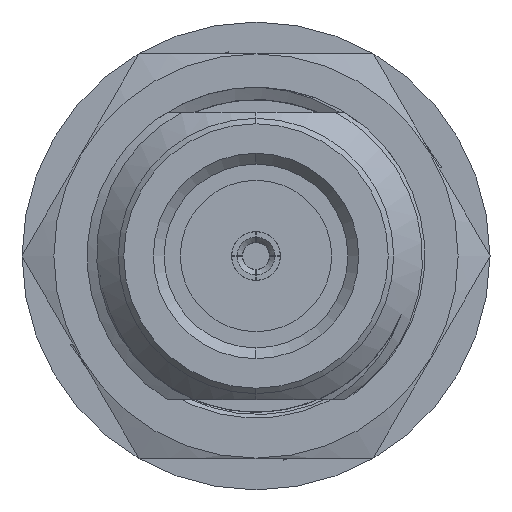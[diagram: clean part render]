
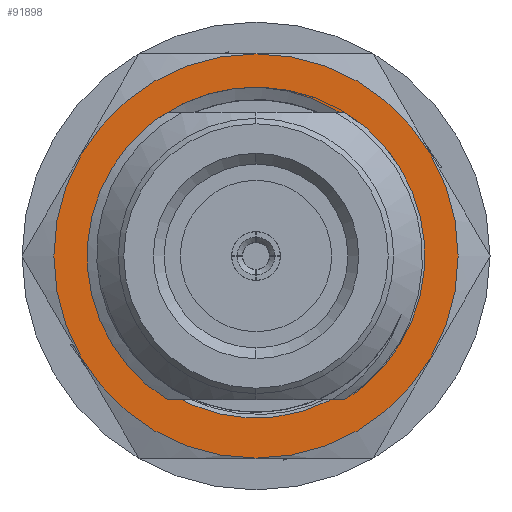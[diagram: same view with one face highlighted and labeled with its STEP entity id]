
A CAD part, left-side view. The second image highlights one B-rep face of the part: STEP entity #91898.
In plain terms, the highlighted planar face has unit normal (-1, 0, 0).
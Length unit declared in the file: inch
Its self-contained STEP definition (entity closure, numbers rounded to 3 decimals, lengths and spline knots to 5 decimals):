
#5341 = AXIS2_PLACEMENT_3D ( 'NONE', #49749, #71566, #78085 ) ;
#6962 = CARTESIAN_POINT ( 'NONE',  ( 0.52361, -0.23258, 0.19667 ) ) ;
#9380 = CIRCLE ( 'NONE', #56821, 0.374 ) ;
#10108 = DIRECTION ( 'NONE',  ( -1., 0., 0. ) ) ;
#11434 = CARTESIAN_POINT ( 'NONE',  ( 0.52361, 0.22769, 0.21391 ) ) ;
#12226 = CARTESIAN_POINT ( 'NONE',  ( 0.52361, 0., 0. ) ) ;
#13479 = CARTESIAN_POINT ( 'NONE',  ( 0.52361, -0.17399, 0.25281 ) ) ;
#14709 = AXIS2_PLACEMENT_3D ( 'NONE', #72113, #50762, #15002 ) ;
#15002 = DIRECTION ( 'NONE',  ( 0., 0., 1. ) ) ;
#16041 = EDGE_CURVE ( 'NONE', #62454, #90956, #35946, .T. ) ;
#17130 = ORIENTED_EDGE ( 'NONE', *, *, #28035, .T. ) ;
#18415 = CARTESIAN_POINT ( 'NONE',  ( 0.52361, 0.28643, 0.11547 ) ) ;
#19538 = CARTESIAN_POINT ( 'NONE',  ( 0.52361, -0.26732, 0.1414 ) ) ;
#19647 = PLANE ( 'NONE',  #55322 ) ;
#19758 = CARTESIAN_POINT ( 'NONE',  ( 0.52361, 0.29368, 0.09184 ) ) ;
#21344 = VERTEX_POINT ( 'NONE', #68172 ) ;
#22212 = CARTESIAN_POINT ( 'NONE',  ( 0.52361, 0., -0.374 ) ) ;
#23403 = CIRCLE ( 'NONE', #26363, 0.29987 ) ;
#24308 = EDGE_CURVE ( 'NONE', #47933, #74718, #35262, .T. ) ;
#25835 = CARTESIAN_POINT ( 'NONE',  ( 0.52361, 0.30245, -0.03055 ) ) ;
#26110 = CIRCLE ( 'NONE', #5341, 0.374 ) ;
#26272 = CARTESIAN_POINT ( 'NONE',  ( 0.52361, 0.30411, 0.03526 ) ) ;
#26363 = AXIS2_PLACEMENT_3D ( 'NONE', #59773, #46302, #46746 ) ;
#26727 = CARTESIAN_POINT ( 'NONE',  ( 0.52361, 0.28084, -0.10942 ) ) ;
#27884 = CARTESIAN_POINT ( 'NONE',  ( 0.52361, -0.28906, 0.0798 ) ) ;
#28035 = EDGE_CURVE ( 'NONE', #90956, #47933, #23403, .T. ) ;
#31933 = EDGE_CURVE ( 'NONE', #72861, #21344, #26110, .T. ) ;
#32804 = CARTESIAN_POINT ( 'NONE',  ( 0.52361, 0.29207, -0.07855 ) ) ;
#33094 = CARTESIAN_POINT ( 'NONE',  ( 0.52361, -0.00684, 0.31243 ) ) ;
#33147 = FACE_OUTER_BOUND ( 'NONE', #51964, .T. ) ;
#35262 = B_SPLINE_CURVE_WITH_KNOTS ( 'NONE', 3,
 ( #61563, #90846, #26727, #32804, #55044, #25835, #82501, #89939, #26272, #46734, #54596, #82949, #19758, #18415, #76876, #60670, #75507, #48078, #11434, #76411 ),
 .UNSPECIFIED., .F., .F.,
 ( 4, 2, 2, 2, 2, 2, 2, 2, 2, 4 ),
 ( 0.00982, 0.01108, 0.01235, 0.01361, 0.01488, 0.01551, 0.01614, 0.0174, 0.01867, 0.01993 ),
 .UNSPECIFIED. ) ;
#35305 = CARTESIAN_POINT ( 'NONE',  ( 0.52361, -0.2425, 0.18339 ) ) ;
#35946 = B_SPLINE_CURVE_WITH_KNOTS ( 'NONE', 3,
 ( #40446, #70588, #70135, #69672, #48316, #68767, #42271, #76189, #41815, #13479, #41354, #55743, #77572, #6962, #35305, #77111, #19538, #63617, #91999, #27884 ),
 .UNSPECIFIED., .F., .F.,
 ( 4, 2, 2, 2, 2, 2, 2, 2, 2, 4 ),
 ( 0., 0.00125, 0.0025, 0.00375, 0.00437, 0.005, 0.00625, 0.0075, 0.00875, 0.01 ),
 .UNSPECIFIED. ) ;
#36330 = EDGE_LOOP ( 'NONE', ( #38402, #17130, #66484, #37594 ) ) ;
#37594 = ORIENTED_EDGE ( 'NONE', *, *, #67026, .F. ) ;
#38402 = ORIENTED_EDGE ( 'NONE', *, *, #16041, .T. ) ;
#40446 = CARTESIAN_POINT ( 'NONE',  ( 0.52361, -0.00684, 0.31243 ) ) ;
#41354 = CARTESIAN_POINT ( 'NONE',  ( 0.52361, -0.18049, 0.24789 ) ) ;
#41815 = CARTESIAN_POINT ( 'NONE',  ( 0.52361, -0.16053, 0.26216 ) ) ;
#42271 = CARTESIAN_POINT ( 'NONE',  ( 0.52361, -0.13235, 0.27892 ) ) ;
#45722 = CARTESIAN_POINT ( 'NONE',  ( 0.52361, -0.28906, 0.0798 ) ) ;
#46302 = DIRECTION ( 'NONE',  ( 1., 0., 0. ) ) ;
#46734 = CARTESIAN_POINT ( 'NONE',  ( 0.52361, 0.30078, 0.05959 ) ) ;
#46746 = DIRECTION ( 'NONE',  ( 0., 0., 1. ) ) ;
#47933 = VERTEX_POINT ( 'NONE', #87713 ) ;
#48078 = CARTESIAN_POINT ( 'NONE',  ( 0.52361, 0.23828, 0.20123 ) ) ;
#48316 = CARTESIAN_POINT ( 'NONE',  ( 0.52361, -0.08741, 0.2977 ) ) ;
#49749 = CARTESIAN_POINT ( 'NONE',  ( 0.52361, 0., 0. ) ) ;
#50762 = DIRECTION ( 'NONE',  ( -1., 0., 0. ) ) ;
#51964 = EDGE_LOOP ( 'NONE', ( #85560, #63104 ) ) ;
#53517 = EDGE_CURVE ( 'NONE', #21344, #72861, #9380, .T. ) ;
#54596 = CARTESIAN_POINT ( 'NONE',  ( 0.52361, 0.29935, 0.06768 ) ) ;
#54935 = DIRECTION ( 'NONE',  ( -1., 0., 0. ) ) ;
#55044 = CARTESIAN_POINT ( 'NONE',  ( 0.52361, 0.29637, -0.06277 ) ) ;
#55322 = AXIS2_PLACEMENT_3D ( 'NONE', #12226, #54935, #89828 ) ;
#55376 = CARTESIAN_POINT ( 'NONE',  ( 0.52361, 0.21608, 0.22576 ) ) ;
#55743 = CARTESIAN_POINT ( 'NONE',  ( 0.52361, -0.19933, 0.23241 ) ) ;
#56821 = AXIS2_PLACEMENT_3D ( 'NONE', #66771, #10108, #67234 ) ;
#59773 = CARTESIAN_POINT ( 'NONE',  ( 0.52361, 0., 0. ) ) ;
#60670 = CARTESIAN_POINT ( 'NONE',  ( 0.52361, 0.2659, 0.16002 ) ) ;
#61563 = CARTESIAN_POINT ( 'NONE',  ( 0.52361, 0.26577, -0.13889 ) ) ;
#62454 = VERTEX_POINT ( 'NONE', #33094 ) ;
#63104 = ORIENTED_EDGE ( 'NONE', *, *, #53517, .T. ) ;
#63617 = CARTESIAN_POINT ( 'NONE',  ( 0.52361, -0.28001, 0.11139 ) ) ;
#66484 = ORIENTED_EDGE ( 'NONE', *, *, #24308, .T. ) ;
#66771 = CARTESIAN_POINT ( 'NONE',  ( 0.52361, 0., 0. ) ) ;
#67026 = EDGE_CURVE ( 'NONE', #62454, #74718, #71058, .T. ) ;
#67234 = DIRECTION ( 'NONE',  ( 0., 0., 1. ) ) ;
#67974 = FACE_BOUND ( 'NONE', #36330, .T. ) ;
#68172 = CARTESIAN_POINT ( 'NONE',  ( 0.52361, 0., 0.374 ) ) ;
#68767 = CARTESIAN_POINT ( 'NONE',  ( 0.52361, -0.1177, 0.28595 ) ) ;
#69672 = CARTESIAN_POINT ( 'NONE',  ( 0.52361, -0.07168, 0.30243 ) ) ;
#70135 = CARTESIAN_POINT ( 'NONE',  ( 0.52361, -0.03954, 0.30936 ) ) ;
#70588 = CARTESIAN_POINT ( 'NONE',  ( 0.52361, -0.02329, 0.31154 ) ) ;
#71058 = CIRCLE ( 'NONE', #14709, 0.3125 ) ;
#71566 = DIRECTION ( 'NONE',  ( -1., 0., 0. ) ) ;
#72113 = CARTESIAN_POINT ( 'NONE',  ( 0.52361, 0., 0. ) ) ;
#72861 = VERTEX_POINT ( 'NONE', #22212 ) ;
#74718 = VERTEX_POINT ( 'NONE', #55376 ) ;
#75507 = CARTESIAN_POINT ( 'NONE',  ( 0.52361, 0.25743, 0.17422 ) ) ;
#76189 = CARTESIAN_POINT ( 'NONE',  ( 0.52361, -0.15356, 0.26659 ) ) ;
#76411 = CARTESIAN_POINT ( 'NONE',  ( 0.52361, 0.21608, 0.22576 ) ) ;
#76876 = CARTESIAN_POINT ( 'NONE',  ( 0.52361, 0.28038, 0.13068 ) ) ;
#77111 = CARTESIAN_POINT ( 'NONE',  ( 0.52361, -0.25982, 0.1558 ) ) ;
#77572 = CARTESIAN_POINT ( 'NONE',  ( 0.52361, -0.21101, 0.22114 ) ) ;
#78085 = DIRECTION ( 'NONE',  ( 0., 0., 1. ) ) ;
#82501 = CARTESIAN_POINT ( 'NONE',  ( 0.52361, 0.30421, -0.01396 ) ) ;
#82949 = CARTESIAN_POINT ( 'NONE',  ( 0.52361, 0.2958, 0.08379 ) ) ;
#85560 = ORIENTED_EDGE ( 'NONE', *, *, #31933, .T. ) ;
#87713 = CARTESIAN_POINT ( 'NONE',  ( 0.52361, 0.26577, -0.13889 ) ) ;
#89828 = DIRECTION ( 'NONE',  ( 0., 0., 1. ) ) ;
#89939 = CARTESIAN_POINT ( 'NONE',  ( 0.52361, 0.30503, 0.01892 ) ) ;
#90846 = CARTESIAN_POINT ( 'NONE',  ( 0.52361, 0.27385, -0.1246 ) ) ;
#90956 = VERTEX_POINT ( 'NONE', #45722 ) ;
#91898 = ADVANCED_FACE ( 'NONE', ( #67974, #33147 ), #19647, .T. ) ;
#91999 = CARTESIAN_POINT ( 'NONE',  ( 0.52361, -0.28521, 0.09565 ) ) ;
